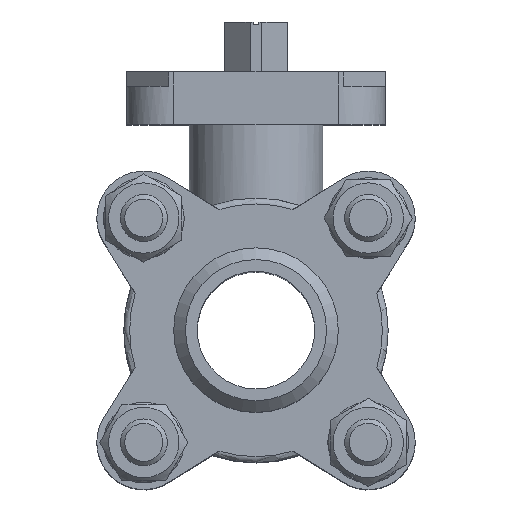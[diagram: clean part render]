
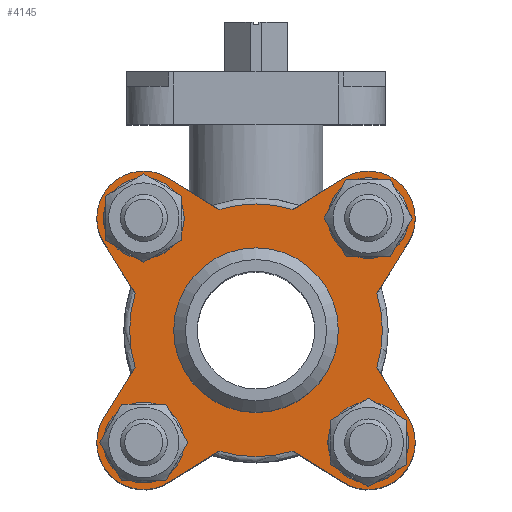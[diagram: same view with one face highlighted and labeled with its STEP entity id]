
A CAD part, top view. The second image highlights one B-rep face of the part: STEP entity #4145.
In plain terms, the highlighted planar face has unit normal (0, 0, 1).
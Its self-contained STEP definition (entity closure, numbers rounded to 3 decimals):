
#125=CIRCLE('',#4475,21.5);
#128=CIRCLE('',#4479,21.5);
#130=CIRCLE('',#4482,21.5);
#137=CIRCLE('',#4495,14.);
#138=CIRCLE('',#4497,21.5);
#139=CIRCLE('',#4498,8.);
#140=CIRCLE('',#4499,8.);
#141=CIRCLE('',#4500,8.);
#142=CIRCLE('',#4501,8.);
#143=CIRCLE('',#4502,6.075);
#144=CIRCLE('',#4503,6.075);
#145=CIRCLE('',#4504,6.075);
#146=CIRCLE('',#4505,6.075);
#688=ORIENTED_EDGE('',*,*,#1792,.F.);
#689=ORIENTED_EDGE('',*,*,#1793,.T.);
#690=ORIENTED_EDGE('',*,*,#1794,.T.);
#691=ORIENTED_EDGE('',*,*,#1795,.T.);
#692=ORIENTED_EDGE('',*,*,#1768,.F.);
#693=ORIENTED_EDGE('',*,*,#1796,.T.);
#694=ORIENTED_EDGE('',*,*,#1797,.T.);
#695=ORIENTED_EDGE('',*,*,#1798,.T.);
#696=ORIENTED_EDGE('',*,*,#1774,.F.);
#697=ORIENTED_EDGE('',*,*,#1799,.T.);
#698=ORIENTED_EDGE('',*,*,#1800,.T.);
#699=ORIENTED_EDGE('',*,*,#1801,.T.);
#700=ORIENTED_EDGE('',*,*,#1778,.F.);
#701=ORIENTED_EDGE('',*,*,#1802,.T.);
#702=ORIENTED_EDGE('',*,*,#1803,.T.);
#703=ORIENTED_EDGE('',*,*,#1804,.T.);
#704=ORIENTED_EDGE('',*,*,#1805,.F.);
#705=ORIENTED_EDGE('',*,*,#1806,.F.);
#706=ORIENTED_EDGE('',*,*,#1791,.T.);
#707=ORIENTED_EDGE('',*,*,#1807,.F.);
#708=ORIENTED_EDGE('',*,*,#1808,.F.);
#1768=EDGE_CURVE('',#2315,#2317,#125,.T.);
#1774=EDGE_CURVE('',#2322,#2320,#128,.T.);
#1778=EDGE_CURVE('',#2326,#2324,#130,.T.);
#1791=EDGE_CURVE('',#2336,#2336,#137,.T.);
#1792=EDGE_CURVE('',#2337,#2338,#138,.T.);
#1793=EDGE_CURVE('',#2337,#2339,#2692,.T.);
#1794=EDGE_CURVE('',#2339,#2340,#139,.T.);
#1795=EDGE_CURVE('',#2340,#2317,#2693,.T.);
#1796=EDGE_CURVE('',#2315,#2341,#2694,.T.);
#1797=EDGE_CURVE('',#2341,#2342,#140,.T.);
#1798=EDGE_CURVE('',#2342,#2320,#2695,.T.);
#1799=EDGE_CURVE('',#2322,#2343,#2696,.T.);
#1800=EDGE_CURVE('',#2343,#2344,#141,.T.);
#1801=EDGE_CURVE('',#2344,#2324,#2697,.T.);
#1802=EDGE_CURVE('',#2326,#2345,#2698,.T.);
#1803=EDGE_CURVE('',#2345,#2346,#142,.T.);
#1804=EDGE_CURVE('',#2346,#2338,#2699,.T.);
#1805=EDGE_CURVE('',#2347,#2347,#143,.F.);
#1806=EDGE_CURVE('',#2348,#2348,#144,.F.);
#1807=EDGE_CURVE('',#2349,#2349,#145,.F.);
#1808=EDGE_CURVE('',#2350,#2350,#146,.F.);
#2315=VERTEX_POINT('',#6488);
#2317=VERTEX_POINT('',#6491);
#2320=VERTEX_POINT('',#6506);
#2322=VERTEX_POINT('',#6514);
#2324=VERTEX_POINT('',#6523);
#2326=VERTEX_POINT('',#6531);
#2336=VERTEX_POINT('',#6561);
#2337=VERTEX_POINT('',#6564);
#2338=VERTEX_POINT('',#6565);
#2339=VERTEX_POINT('',#6567);
#2340=VERTEX_POINT('',#6569);
#2341=VERTEX_POINT('',#6572);
#2342=VERTEX_POINT('',#6574);
#2343=VERTEX_POINT('',#6577);
#2344=VERTEX_POINT('',#6579);
#2345=VERTEX_POINT('',#6582);
#2346=VERTEX_POINT('',#6584);
#2347=VERTEX_POINT('',#6587);
#2348=VERTEX_POINT('',#6589);
#2349=VERTEX_POINT('',#6591);
#2350=VERTEX_POINT('',#6593);
#2692=LINE('',#6566,#2993);
#2693=LINE('',#6570,#2994);
#2694=LINE('',#6571,#2995);
#2695=LINE('',#6575,#2996);
#2696=LINE('',#6576,#2997);
#2697=LINE('',#6580,#2998);
#2698=LINE('',#6581,#2999);
#2699=LINE('',#6585,#3000);
#2993=VECTOR('',#5186,1000.);
#2994=VECTOR('',#5189,1000.);
#2995=VECTOR('',#5190,1000.);
#2996=VECTOR('',#5193,1000.);
#2997=VECTOR('',#5194,1000.);
#2998=VECTOR('',#5197,1000.);
#2999=VECTOR('',#5198,1000.);
#3000=VECTOR('',#5201,1000.);
#3252=EDGE_LOOP('',(#688,#689,#690,#691,#692,#693,#694,#695,#696,#697,#698,
#699,#700,#701,#702,#703));
#3253=EDGE_LOOP('',(#704));
#3254=EDGE_LOOP('',(#705));
#3255=EDGE_LOOP('',(#706));
#3256=EDGE_LOOP('',(#707));
#3257=EDGE_LOOP('',(#708));
#3629=FACE_BOUND('',#3252,.T.);
#3630=FACE_BOUND('',#3253,.T.);
#3631=FACE_BOUND('',#3254,.T.);
#3632=FACE_BOUND('',#3255,.T.);
#3633=FACE_BOUND('',#3256,.T.);
#3634=FACE_BOUND('',#3257,.T.);
#3957=PLANE('',#4496);
#4145=ADVANCED_FACE('',(#3629,#3630,#3631,#3632,#3633,#3634),#3957,.F.);
#4475=AXIS2_PLACEMENT_3D('',#6490,#5134,#5135);
#4479=AXIS2_PLACEMENT_3D('',#6515,#5142,#5143);
#4482=AXIS2_PLACEMENT_3D('',#6532,#5148,#5149);
#4495=AXIS2_PLACEMENT_3D('',#6560,#5180,#5181);
#4496=AXIS2_PLACEMENT_3D('',#6562,#5182,#5183);
#4497=AXIS2_PLACEMENT_3D('',#6563,#5184,#5185);
#4498=AXIS2_PLACEMENT_3D('',#6568,#5187,#5188);
#4499=AXIS2_PLACEMENT_3D('',#6573,#5191,#5192);
#4500=AXIS2_PLACEMENT_3D('',#6578,#5195,#5196);
#4501=AXIS2_PLACEMENT_3D('',#6583,#5199,#5200);
#4502=AXIS2_PLACEMENT_3D('',#6586,#5202,#5203);
#4503=AXIS2_PLACEMENT_3D('',#6588,#5204,#5205);
#4504=AXIS2_PLACEMENT_3D('',#6590,#5206,#5207);
#4505=AXIS2_PLACEMENT_3D('',#6592,#5208,#5209);
#5134=DIRECTION('',(0.,0.,-1.));
#5135=DIRECTION('',(-1.,0.,0.));
#5142=DIRECTION('',(0.,0.,-1.));
#5143=DIRECTION('',(-1.,0.,0.));
#5148=DIRECTION('',(0.,0.,-1.));
#5149=DIRECTION('',(-1.,0.,0.));
#5180=DIRECTION('',(0.,0.,-1.));
#5181=DIRECTION('',(-1.,0.,0.));
#5182=DIRECTION('',(0.,0.,-1.));
#5183=DIRECTION('',(-1.,0.,0.));
#5184=DIRECTION('',(0.,0.,-1.));
#5185=DIRECTION('',(-1.,0.,0.));
#5186=DIRECTION('',(-0.849,0.528,0.));
#5187=DIRECTION('',(0.,0.,1.));
#5188=DIRECTION('',(1.,0.,0.));
#5189=DIRECTION('',(0.528,-0.849,0.));
#5190=DIRECTION('',(-0.528,-0.849,0.));
#5191=DIRECTION('',(0.,0.,1.));
#5192=DIRECTION('',(1.,0.,0.));
#5193=DIRECTION('',(0.849,0.528,0.));
#5194=DIRECTION('',(0.849,-0.528,0.));
#5195=DIRECTION('',(0.,0.,1.));
#5196=DIRECTION('',(1.,0.,0.));
#5197=DIRECTION('',(-0.528,0.849,0.));
#5198=DIRECTION('',(0.528,0.849,0.));
#5199=DIRECTION('',(0.,0.,1.));
#5200=DIRECTION('',(1.,0.,0.));
#5201=DIRECTION('',(-0.849,-0.528,0.));
#5202=DIRECTION('',(0.,0.,-1.));
#5203=DIRECTION('',(-1.,0.,0.));
#5204=DIRECTION('',(0.,0.,-1.));
#5205=DIRECTION('',(-1.,0.,0.));
#5206=DIRECTION('',(0.,0.,-1.));
#5207=DIRECTION('',(-1.,0.,0.));
#5208=DIRECTION('',(0.,0.,-1.));
#5209=DIRECTION('',(-1.,0.,0.));
#6488=CARTESIAN_POINT('',(-20.556,-6.301,25.5));
#6490=CARTESIAN_POINT('',(0.,0.,25.5));
#6491=CARTESIAN_POINT('',(-20.556,6.301,25.5));
#6506=CARTESIAN_POINT('',(-6.301,-20.556,25.5));
#6514=CARTESIAN_POINT('',(6.301,-20.556,25.5));
#6515=CARTESIAN_POINT('',(0.,0.,25.5));
#6523=CARTESIAN_POINT('',(20.556,-6.301,25.5));
#6531=CARTESIAN_POINT('',(20.556,6.301,25.5));
#6532=CARTESIAN_POINT('',(0.,0.,25.5));
#6560=CARTESIAN_POINT('',(0.,0.,25.5));
#6561=CARTESIAN_POINT('',(-14.,0.,25.5));
#6562=CARTESIAN_POINT('',(0.,14.,25.5));
#6563=CARTESIAN_POINT('',(0.,0.,25.5));
#6564=CARTESIAN_POINT('',(-6.301,20.556,25.5));
#6565=CARTESIAN_POINT('',(6.301,20.556,25.5));
#6566=CARTESIAN_POINT('',(0.,16.635,25.5));
#6567=CARTESIAN_POINT('',(-14.866,25.884,25.5));
#6568=CARTESIAN_POINT('',(-19.092,19.092,25.5));
#6569=CARTESIAN_POINT('',(-25.884,14.866,25.5));
#6570=CARTESIAN_POINT('',(-25.884,14.866,25.5));
#6571=CARTESIAN_POINT('',(-16.635,0.,25.5));
#6572=CARTESIAN_POINT('',(-25.884,-14.866,25.5));
#6573=CARTESIAN_POINT('',(-19.092,-19.092,25.5));
#6574=CARTESIAN_POINT('',(-14.866,-25.884,25.5));
#6575=CARTESIAN_POINT('',(-14.866,-25.884,25.5));
#6576=CARTESIAN_POINT('',(0.,-16.635,25.5));
#6577=CARTESIAN_POINT('',(14.866,-25.884,25.5));
#6578=CARTESIAN_POINT('',(19.092,-19.092,25.5));
#6579=CARTESIAN_POINT('',(25.884,-14.866,25.5));
#6580=CARTESIAN_POINT('',(25.884,-14.866,25.5));
#6581=CARTESIAN_POINT('',(16.635,0.,25.5));
#6582=CARTESIAN_POINT('',(25.884,14.866,25.5));
#6583=CARTESIAN_POINT('',(19.092,19.092,25.5));
#6584=CARTESIAN_POINT('',(14.866,25.884,25.5));
#6585=CARTESIAN_POINT('',(14.866,25.884,25.5));
#6586=CARTESIAN_POINT('',(-19.092,-19.092,25.5));
#6587=CARTESIAN_POINT('',(-25.167,-19.092,25.5));
#6588=CARTESIAN_POINT('',(-19.092,19.092,25.5));
#6589=CARTESIAN_POINT('',(-25.167,19.092,25.5));
#6590=CARTESIAN_POINT('',(19.092,19.092,25.5));
#6591=CARTESIAN_POINT('',(13.017,19.092,25.5));
#6592=CARTESIAN_POINT('',(19.092,-19.092,25.5));
#6593=CARTESIAN_POINT('',(13.017,-19.092,25.5));
